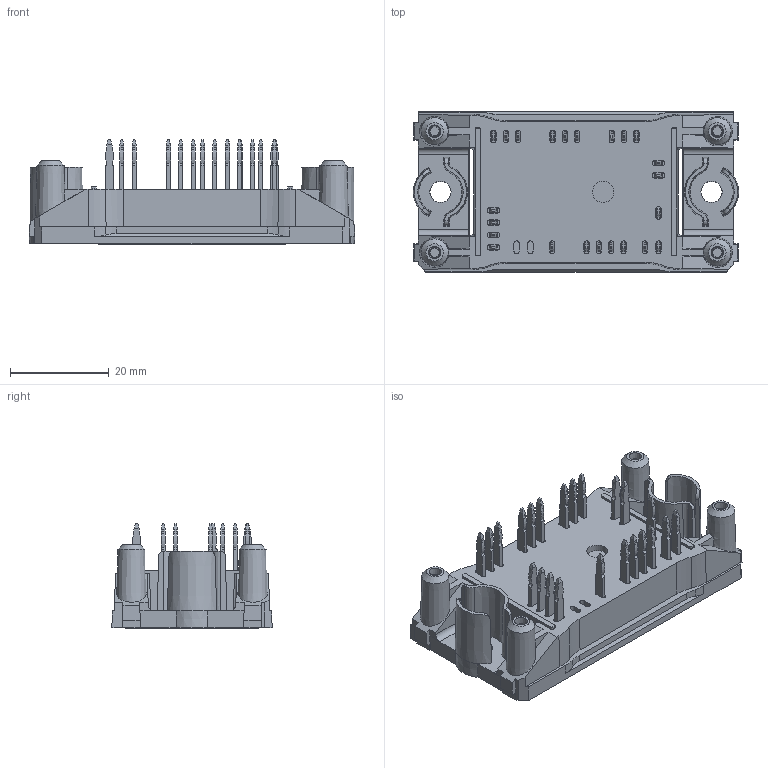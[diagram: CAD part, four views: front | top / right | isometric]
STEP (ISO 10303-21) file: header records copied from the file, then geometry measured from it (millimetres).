
FILE_DESCRIPTION(/* description */ ('Unknown'),/* implementation_level */ '2;1');
FILE_NAME(/* name */ 'Flow0-4T17YA-P640(230)-01-OL',/* time_stamp */ '2017-06-07T14:01:21+02:00',/* author */ ('Unknown'),/* organization */ ('Unknown'),/* preprocessor_version */ 'ST-DEVELOPER v16.7',/* originating_system */ 'DEX',/* authorisation */ $);
FILE_SCHEMA (('AUTOMOTIVE_DESIGN {1 0 10303 214 3 1 1}'));
Length unit declared in the file: millimetre
Products named in the file (1): Flow0-4T17YA-P640-01-OL
Bounding box: 66 x 32.5 x 21.23 mm (x, y, z)
Volume: 18046.5 mm3; surface area: 11206.9 mm2
Topology: 1 solids, 1 shells, 817 faces, 2233 edges, 1480 vertices
Faces by surface type: plane 536, cylinder 239, cone 42
Full cylindrical faces by diameter (mm): 4.3 x1
Entity records: 31407 total; most frequent: CARTESIAN_POINT 4582, ORIENTED_EDGE 4400, DIRECTION 4370, EDGE_CURVE 2200, LINE 1610, VECTOR 1610, VERTEX_POINT 1468, AXIS2_PLACEMENT_3D 1380
